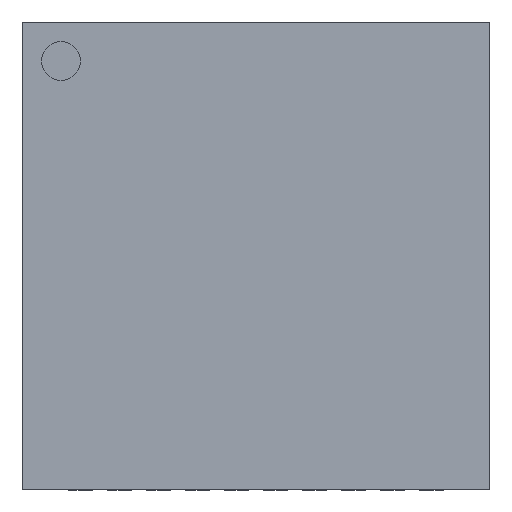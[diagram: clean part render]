
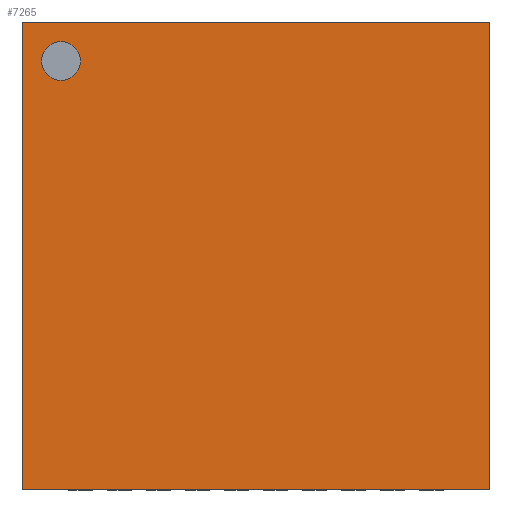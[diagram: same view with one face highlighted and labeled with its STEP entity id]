
A CAD part, top view. The second image highlights one B-rep face of the part: STEP entity #7265.
In plain terms, the highlighted planar face has unit normal (0, 0, 1).
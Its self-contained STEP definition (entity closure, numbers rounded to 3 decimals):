
#18=FACE_BOUND('',#1175,.T.);
#185=CIRCLE('',#7642,0.25);
#754=FACE_OUTER_BOUND('',#1174,.T.);
#1174=EDGE_LOOP('',(#6147,#6148,#6149,#6150));
#1175=EDGE_LOOP('',(#6151));
#1960=LINE('',#11896,#2796);
#1961=LINE('',#11898,#2797);
#1962=LINE('',#11900,#2798);
#1963=LINE('',#11901,#2799);
#2796=VECTOR('',#9815,1.);
#2797=VECTOR('',#9816,1.);
#2798=VECTOR('',#9817,1.);
#2799=VECTOR('',#9818,1.);
#3181=VERTEX_POINT('',#10945);
#3510=VERTEX_POINT('',#11894);
#3511=VERTEX_POINT('',#11895);
#3512=VERTEX_POINT('',#11897);
#3513=VERTEX_POINT('',#11899);
#4007=EDGE_CURVE('',#3181,#3181,#185,.T.);
#4460=EDGE_CURVE('',#3510,#3511,#1960,.T.);
#4461=EDGE_CURVE('',#3512,#3510,#1961,.T.);
#4462=EDGE_CURVE('',#3513,#3512,#1962,.T.);
#4463=EDGE_CURVE('',#3511,#3513,#1963,.T.);
#6147=ORIENTED_EDGE('',*,*,#4460,.F.);
#6148=ORIENTED_EDGE('',*,*,#4461,.F.);
#6149=ORIENTED_EDGE('',*,*,#4462,.F.);
#6150=ORIENTED_EDGE('',*,*,#4463,.F.);
#6151=ORIENTED_EDGE('',*,*,#4007,.T.);
#6846=PLANE('',#7889);
#7265=ADVANCED_FACE('',(#754,#18),#6846,.F.);
#7642=AXIS2_PLACEMENT_3D('',#10946,#8947,#8948);
#7889=AXIS2_PLACEMENT_3D('',#11893,#9813,#9814);
#8947=DIRECTION('center_axis',(0.,0.,-1.));
#8948=DIRECTION('ref_axis',(1.,0.,0.));
#9813=DIRECTION('center_axis',(0.,0.,-1.));
#9814=DIRECTION('ref_axis',(1.,0.,0.));
#9815=DIRECTION('',(0.,-1.,0.));
#9816=DIRECTION('',(1.,0.,0.));
#9817=DIRECTION('',(0.,1.,0.));
#9818=DIRECTION('',(-1.,0.,0.));
#10945=CARTESIAN_POINT('',(-2.25,2.5,1.));
#10946=CARTESIAN_POINT('Origin',(-2.5,2.5,1.));
#11893=CARTESIAN_POINT('Origin',(0.,0.,1.));
#11894=CARTESIAN_POINT('',(3.,3.,1.));
#11895=CARTESIAN_POINT('',(3.,-3.,1.));
#11896=CARTESIAN_POINT('',(3.,0.,1.));
#11897=CARTESIAN_POINT('',(-3.,3.,1.));
#11898=CARTESIAN_POINT('',(0.,3.,1.));
#11899=CARTESIAN_POINT('',(-3.,-3.,1.));
#11900=CARTESIAN_POINT('',(-3.,0.,1.));
#11901=CARTESIAN_POINT('',(0.,-3.,1.));
